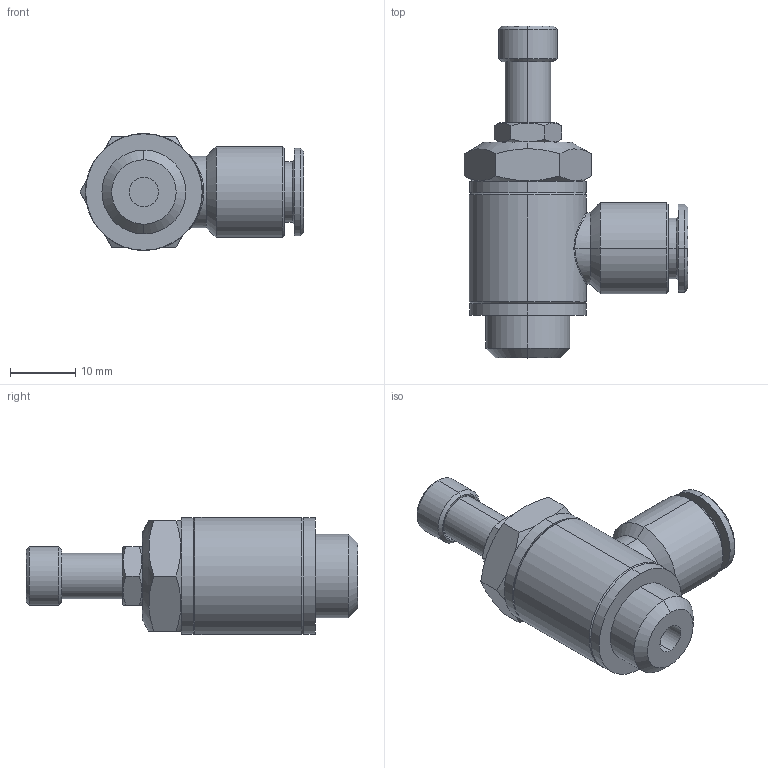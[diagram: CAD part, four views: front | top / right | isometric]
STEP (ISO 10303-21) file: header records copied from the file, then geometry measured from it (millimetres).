
FILE_DESCRIPTION (( 'STEP AP203' ), '1' );
FILE_NAME ('04270B42.STEP', '2010-05-06T15:10:44', ( '' ), ( 'sopra-pneumatic' ), 'SwSTEP 2.0', 'SolidWorks 2009', '' );
FILE_SCHEMA (( 'CONFIG_CONTROL_DESIGN' ));
Length unit declared in the file: millimetre
Products named in the file (1): 04270B42
Bounding box: 34.41 x 51.01 x 18 mm (x, y, z)
Volume: 9537.7 mm3; surface area: 4242 mm2
Topology: 1 solids, 3 shells, 89 faces, 189 edges, 118 vertices
Faces by surface type: cone 30, cylinder 29, plane 28, bspline 2
Entity records: 3656 total; most frequent: CARTESIAN_POINT 1678, DIRECTION 403, ORIENTED_EDGE 378, EDGE_CURVE 189, AXIS2_PLACEMENT_3D 167, VERTEX_POINT 118, EDGE_LOOP 101, FACE_OUTER_BOUND 89
